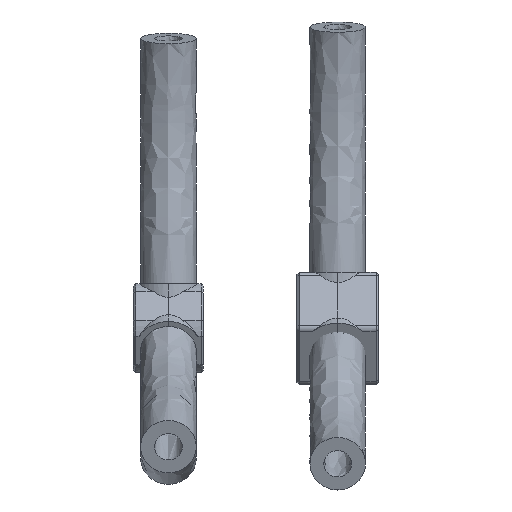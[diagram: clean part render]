
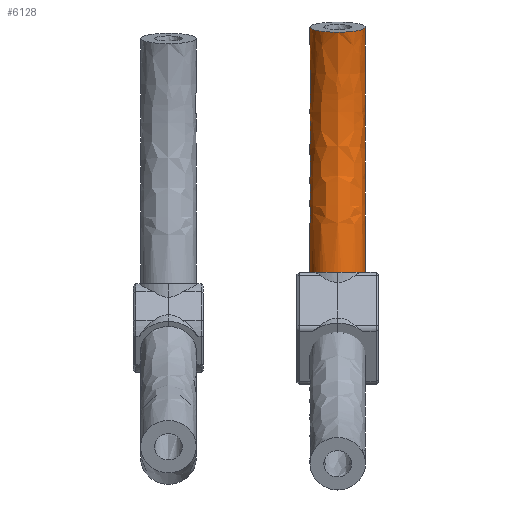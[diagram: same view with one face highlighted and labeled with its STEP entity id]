
A CAD part, left-side view. The second image highlights one B-rep face of the part: STEP entity #6128.
In plain terms, the highlighted free-form (B-spline) face has degree [3, 3] with [7, 8] control points.
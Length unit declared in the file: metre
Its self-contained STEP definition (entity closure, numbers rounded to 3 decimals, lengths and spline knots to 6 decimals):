
#1444=ORIENTED_EDGE('',*,*,#3384,.F.);
#1445=ORIENTED_EDGE('',*,*,#3385,.T.);
#3384=EDGE_CURVE('',#4354,#4354,#4958,.T.);
#3385=EDGE_CURVE('',#4355,#4355,#4959,.T.);
#4354=VERTEX_POINT('',#9449);
#4355=VERTEX_POINT('',#9451);
#4958=CIRCLE('',#6569,0.004763);
#4959=CIRCLE('',#6570,0.004763);
#5346=EDGE_LOOP('',(#1444));
#5347=EDGE_LOOP('',(#1445));
#5736=FACE_BOUND('',#5346,.T.);
#5737=FACE_BOUND('',#5347,.T.);
#6126=(
BOUNDED_SURFACE()
B_SPLINE_SURFACE(3,3,((#9392,#9393,#9394,#9395,#9396,#9397,#9398,#9399),
(#9400,#9401,#9402,#9403,#9404,#9405,#9406,#9407),(#9408,#9409,#9410,#9411,
#9412,#9413,#9414,#9415),(#9416,#9417,#9418,#9419,#9420,#9421,#9422,#9423),
(#9424,#9425,#9426,#9427,#9428,#9429,#9430,#9431),(#9432,#9433,#9434,#9435,
#9436,#9437,#9438,#9439),(#9440,#9441,#9442,#9443,#9444,#9445,#9446,#9447)),
 .UNSPECIFIED.,.T.,.F.,.F.)
B_SPLINE_SURFACE_WITH_KNOTS((4,3,4),(4,2,2,4),(0.,0.5,1.),(0.,0.22594,
0.45188,1.),.UNSPECIFIED.)
GEOMETRIC_REPRESENTATION_ITEM()
RATIONAL_B_SPLINE_SURFACE(((1.,1.,1.,1.,1.,1.,1.,1.),(0.333,
0.333,0.333,0.333,0.333,
0.333,0.333,0.333),(0.333,
0.333,0.333,0.333,0.333,
0.333,0.333,0.333),(1.,1.,1.,1.,1.,
1.,1.,1.),(0.333,0.333,0.333,0.333,
0.333,0.333,0.333,0.333),
(0.333,0.333,0.333,0.333,
0.333,0.333,0.333,0.333),
(1.,1.,1.,1.,1.,1.,1.,1.)))
REPRESENTATION_ITEM('')
SURFACE()
);
#6128=ADVANCED_FACE('',(#5736,#5737),#6126,.T.);
#6569=AXIS2_PLACEMENT_3D('',#9448,#7369,#7370);
#6570=AXIS2_PLACEMENT_3D('',#9450,#7371,#7372);
#7369=DIRECTION('',(-0.184,0.,0.983));
#7370=DIRECTION('',(0.983,0.,0.184));
#7371=DIRECTION('',(0.,0.,1.));
#7372=DIRECTION('',(1.,0.,0.));
#9392=CARTESIAN_POINT('',(0.004763,0.,0.));
#9393=CARTESIAN_POINT('',(0.004396,0.,0.003859));
#9394=CARTESIAN_POINT('',(0.004331,0.,0.00671));
#9395=CARTESIAN_POINT('',(0.004431,0.,0.011951));
#9396=CARTESIAN_POINT('',(0.00461,0.,0.014379));
#9397=CARTESIAN_POINT('',(0.005001,0.,0.024293));
#9398=CARTESIAN_POINT('',(0.004795,0.,0.033648));
#9399=CARTESIAN_POINT('',(0.001681,0.,0.044875));
#9400=CARTESIAN_POINT('',(0.004763,0.009525,0.));
#9401=CARTESIAN_POINT('',(0.004396,0.009525,0.003859));
#9402=CARTESIAN_POINT('',(0.004331,0.009525,0.00671));
#9403=CARTESIAN_POINT('',(0.004431,0.009525,0.011951));
#9404=CARTESIAN_POINT('',(0.00461,0.009525,0.014379));
#9405=CARTESIAN_POINT('',(0.005001,0.009525,0.024293));
#9406=CARTESIAN_POINT('',(0.004795,0.009525,0.033648));
#9407=CARTESIAN_POINT('',(0.001681,0.009525,0.044875));
#9408=CARTESIAN_POINT('',(-0.004763,0.009525,0.));
#9409=CARTESIAN_POINT('',(-0.005129,0.009525,0.004217));
#9410=CARTESIAN_POINT('',(-0.005164,0.009525,0.007516));
#9411=CARTESIAN_POINT('',(-0.004999,0.009525,0.013324));
#9412=CARTESIAN_POINT('',(-0.004811,0.009525,0.015796));
#9413=CARTESIAN_POINT('',(-0.004514,0.009525,0.024975));
#9414=CARTESIAN_POINT('',(-0.004795,0.009525,0.03311));
#9415=CARTESIAN_POINT('',(-0.007681,0.009525,0.043125));
#9416=CARTESIAN_POINT('',(-0.004763,0.,0.));
#9417=CARTESIAN_POINT('',(-0.005129,0.,0.004217));
#9418=CARTESIAN_POINT('',(-0.005164,0.,0.007516));
#9419=CARTESIAN_POINT('',(-0.004999,0.,0.013324));
#9420=CARTESIAN_POINT('',(-0.004811,0.,0.015796));
#9421=CARTESIAN_POINT('',(-0.004514,0.,0.024975));
#9422=CARTESIAN_POINT('',(-0.004795,0.,0.03311));
#9423=CARTESIAN_POINT('',(-0.007681,0.,0.043125));
#9424=CARTESIAN_POINT('',(-0.004763,-0.009525,0.));
#9425=CARTESIAN_POINT('',(-0.005129,-0.009525,0.004217));
#9426=CARTESIAN_POINT('',(-0.005164,-0.009525,0.007516));
#9427=CARTESIAN_POINT('',(-0.004999,-0.009525,0.013324));
#9428=CARTESIAN_POINT('',(-0.004811,-0.009525,0.015796));
#9429=CARTESIAN_POINT('',(-0.004514,-0.009525,0.024975));
#9430=CARTESIAN_POINT('',(-0.004795,-0.009525,0.03311));
#9431=CARTESIAN_POINT('',(-0.007681,-0.009525,0.043125));
#9432=CARTESIAN_POINT('',(0.004763,-0.009525,0.));
#9433=CARTESIAN_POINT('',(0.004396,-0.009525,0.003859));
#9434=CARTESIAN_POINT('',(0.004331,-0.009525,0.00671));
#9435=CARTESIAN_POINT('',(0.004431,-0.009525,0.011951));
#9436=CARTESIAN_POINT('',(0.00461,-0.009525,0.014379));
#9437=CARTESIAN_POINT('',(0.005001,-0.009525,0.024293));
#9438=CARTESIAN_POINT('',(0.004795,-0.009525,0.033648));
#9439=CARTESIAN_POINT('',(0.001681,-0.009525,0.044875));
#9440=CARTESIAN_POINT('',(0.004763,0.,0.));
#9441=CARTESIAN_POINT('',(0.004396,0.,0.003859));
#9442=CARTESIAN_POINT('',(0.004331,0.,0.00671));
#9443=CARTESIAN_POINT('',(0.004431,0.,0.011951));
#9444=CARTESIAN_POINT('',(0.00461,0.,0.014379));
#9445=CARTESIAN_POINT('',(0.005001,0.,0.024293));
#9446=CARTESIAN_POINT('',(0.004795,0.,0.033648));
#9447=CARTESIAN_POINT('',(0.001681,0.,0.044875));
#9448=CARTESIAN_POINT('',(-0.003,0.,0.044));
#9449=CARTESIAN_POINT('',(0.001681,0.,0.044875));
#9450=CARTESIAN_POINT('',(0.,0.,0.));
#9451=CARTESIAN_POINT('',(0.004763,0.,0.));
